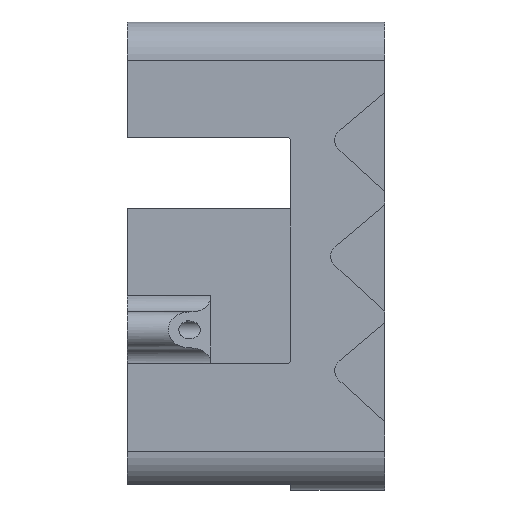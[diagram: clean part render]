
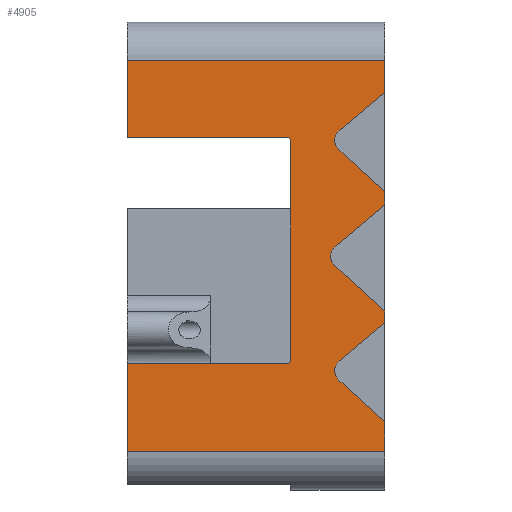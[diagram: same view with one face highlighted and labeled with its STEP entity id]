
A CAD part, left-side view. The second image highlights one B-rep face of the part: STEP entity #4905.
In plain terms, the highlighted planar face has unit normal (-1, 0, 0).
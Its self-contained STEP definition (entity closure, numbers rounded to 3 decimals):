
#43=CIRCLE($,#4996,2.);
#45=CIRCLE($,#5001,2.);
#47=CIRCLE($,#5006,0.5);
#49=CIRCLE($,#5011,0.5);
#51=CIRCLE($,#5016,2.);
#397=FACE_OUTER_BOUND($,#1913,.T.);
#451=LINE($,#6719,#1034);
#457=LINE($,#6734,#1040);
#496=LINE($,#6837,#1079);
#499=LINE($,#6843,#1082);
#504=LINE($,#6858,#1087);
#507=LINE($,#6864,#1090);
#512=LINE($,#6879,#1095);
#515=LINE($,#6885,#1098);
#519=LINE($,#6896,#1102);
#521=LINE($,#6901,#1104);
#526=LINE($,#6915,#1109);
#543=LINE($,#6946,#1126);
#544=LINE($,#6950,#1127);
#545=LINE($,#6952,#1128);
#979=LINE($,#7942,#1562);
#980=LINE($,#7944,#1563);
#981=LINE($,#7945,#1564);
#1034=VECTOR($,#5426,40.);
#1040=VECTOR($,#5440,13.685);
#1079=VECTOR($,#5531,9.587);
#1082=VECTOR($,#5536,9.194);
#1087=VECTOR($,#5549,10.43);
#1090=VECTOR($,#5554,10.009);
#1095=VECTOR($,#5567,24.9);
#1098=VECTOR($,#5572,24.9);
#1102=VECTOR($,#5584,34.1);
#1104=VECTOR($,#5588,9.194);
#1109=VECTOR($,#5601,9.587);
#1126=VECTOR($,#5624,4.628);
#1127=VECTOR($,#5629,1.847);
#1128=VECTOR($,#5632,2.135);
#1562=VECTOR($,#6532,40.);
#1563=VECTOR($,#6535,4.979);
#1564=VECTOR($,#6536,11.985);
#1913=EDGE_LOOP($,(#4421,#4422,#4423,#4424,#4425,#4426,#4427,#4428,#4429,
#4430,#4431,#4432,#4433,#4434,#4435,#4436,#4437,#4438,#4439,#4440,#4441,
#4442));
#1993=VERTEX_POINT($,#6716);
#1994=VERTEX_POINT($,#6718);
#1999=VERTEX_POINT($,#6733);
#2033=VERTEX_POINT($,#6827);
#2034=VERTEX_POINT($,#6828);
#2037=VERTEX_POINT($,#6836);
#2039=VERTEX_POINT($,#6842);
#2041=VERTEX_POINT($,#6848);
#2042=VERTEX_POINT($,#6849);
#2045=VERTEX_POINT($,#6857);
#2047=VERTEX_POINT($,#6863);
#2049=VERTEX_POINT($,#6869);
#2050=VERTEX_POINT($,#6870);
#2053=VERTEX_POINT($,#6878);
#2055=VERTEX_POINT($,#6884);
#2057=VERTEX_POINT($,#6890);
#2059=VERTEX_POINT($,#6899);
#2060=VERTEX_POINT($,#6900);
#2063=VERTEX_POINT($,#6908);
#2065=VERTEX_POINT($,#6914);
#2399=VERTEX_POINT($,#7938);
#2400=VERTEX_POINT($,#7940);
#2480=EDGE_CURVE($,#1993,#1994,#451,.T.);
#2488=EDGE_CURVE($,#1994,#1999,#457,.T.);
#2536=EDGE_CURVE($,#2033,#2034,#43,.T.);
#2540=EDGE_CURVE($,#2037,#2033,#496,.T.);
#2543=EDGE_CURVE($,#2034,#2039,#499,.T.);
#2546=EDGE_CURVE($,#2041,#2042,#45,.T.);
#2550=EDGE_CURVE($,#2045,#2041,#504,.T.);
#2553=EDGE_CURVE($,#2042,#2047,#507,.T.);
#2556=EDGE_CURVE($,#2049,#2050,#47,.T.);
#2560=EDGE_CURVE($,#2053,#2049,#512,.T.);
#2563=EDGE_CURVE($,#2055,#1999,#515,.T.);
#2566=EDGE_CURVE($,#2057,#2055,#49,.T.);
#2569=EDGE_CURVE($,#2050,#2057,#519,.T.);
#2571=EDGE_CURVE($,#2059,#2060,#521,.T.);
#2575=EDGE_CURVE($,#2063,#2059,#51,.T.);
#2578=EDGE_CURVE($,#2065,#2063,#526,.T.);
#2596=EDGE_CURVE($,#2065,#1993,#543,.T.);
#2598=EDGE_CURVE($,#2045,#2060,#544,.T.);
#2599=EDGE_CURVE($,#2037,#2047,#545,.T.);
#3092=EDGE_CURVE($,#2399,#2400,#979,.T.);
#3093=EDGE_CURVE($,#2399,#2039,#980,.T.);
#3094=EDGE_CURVE($,#2053,#2400,#981,.T.);
#4421=ORIENTED_EDGE($,*,*,#2543,.T.);
#4422=ORIENTED_EDGE($,*,*,#3093,.F.);
#4423=ORIENTED_EDGE($,*,*,#3092,.T.);
#4424=ORIENTED_EDGE($,*,*,#3094,.F.);
#4425=ORIENTED_EDGE($,*,*,#2560,.T.);
#4426=ORIENTED_EDGE($,*,*,#2556,.T.);
#4427=ORIENTED_EDGE($,*,*,#2569,.T.);
#4428=ORIENTED_EDGE($,*,*,#2566,.T.);
#4429=ORIENTED_EDGE($,*,*,#2563,.T.);
#4430=ORIENTED_EDGE($,*,*,#2488,.F.);
#4431=ORIENTED_EDGE($,*,*,#2480,.F.);
#4432=ORIENTED_EDGE($,*,*,#2596,.F.);
#4433=ORIENTED_EDGE($,*,*,#2578,.T.);
#4434=ORIENTED_EDGE($,*,*,#2575,.T.);
#4435=ORIENTED_EDGE($,*,*,#2571,.T.);
#4436=ORIENTED_EDGE($,*,*,#2598,.F.);
#4437=ORIENTED_EDGE($,*,*,#2550,.T.);
#4438=ORIENTED_EDGE($,*,*,#2546,.T.);
#4439=ORIENTED_EDGE($,*,*,#2553,.T.);
#4440=ORIENTED_EDGE($,*,*,#2599,.F.);
#4441=ORIENTED_EDGE($,*,*,#2540,.T.);
#4442=ORIENTED_EDGE($,*,*,#2536,.T.);
#4670=PLANE($,#5258);
#4905=ADVANCED_FACE($,(#397),#4670,.T.);
#4996=AXIS2_PLACEMENT_3D($,#6829,#5523,#5524);
#5001=AXIS2_PLACEMENT_3D($,#6850,#5541,#5542);
#5006=AXIS2_PLACEMENT_3D($,#6871,#5559,#5560);
#5011=AXIS2_PLACEMENT_3D($,#6891,#5577,#5578);
#5016=AXIS2_PLACEMENT_3D($,#6909,#5594,#5595);
#5258=AXIS2_PLACEMENT_3D($,#7943,#6533,#6534);
#5426=DIRECTION($,(0.,1.,0.));
#5440=DIRECTION($,(0.,0.,1.));
#5523=DIRECTION('center_axis',(1.,0.,0.));
#5524=DIRECTION('ref_axis',(0.,-0.643,-0.766));
#5531=DIRECTION($,(0.,0.741,0.672));
#5536=DIRECTION($,(0.,-0.766,0.643));
#5541=DIRECTION('center_axis',(1.,0.,0.));
#5542=DIRECTION('ref_axis',(0.,0.643,0.766));
#5549=DIRECTION($,(0.,0.741,0.672));
#5554=DIRECTION($,(0.,-0.766,0.643));
#5559=DIRECTION('center_axis',(1.,0.,0.));
#5560=DIRECTION('ref_axis',(0.,-1.,0.));
#5567=DIRECTION($,(0.,-1.,0.));
#5572=DIRECTION($,(0.,1.,0.));
#5577=DIRECTION('center_axis',(1.,0.,0.));
#5578=DIRECTION('ref_axis',(0.,0.,-1.));
#5584=DIRECTION($,(0.,0.,-1.));
#5588=DIRECTION($,(0.,-0.766,0.643));
#5594=DIRECTION('center_axis',(1.,0.,0.));
#5595=DIRECTION('ref_axis',(0.,-0.643,-0.766));
#5601=DIRECTION($,(0.,0.741,0.672));
#5624=DIRECTION($,(0.,0.,-1.));
#5629=DIRECTION($,(0.,0.,-1.));
#5632=DIRECTION($,(0.,0.,-1.));
#6532=DIRECTION($,(0.,1.,0.));
#6533=DIRECTION('center_axis',(-1.,0.,0.));
#6534=DIRECTION('ref_axis',(0.,0.,1.));
#6535=DIRECTION($,(0.,0.,-1.));
#6536=DIRECTION($,(0.,0.,1.));
#6716=CARTESIAN_POINT('',(-53.85,0.,-30.385));
#6718=CARTESIAN_POINT('',(-53.85,40.,-30.385));
#6719=CARTESIAN_POINT($,(-53.85,0.,-30.385));
#6733=CARTESIAN_POINT('',(-53.85,40.,-16.7));
#6734=CARTESIAN_POINT($,(-53.85,40.,30.385));
#6827=CARTESIAN_POINT('',(-53.85,7.101,16.483));
#6828=CARTESIAN_POINT('',(-53.85,7.043,19.497));
#6829=CARTESIAN_POINT('Origin',(-53.85,5.757,17.964));
#6836=CARTESIAN_POINT('',(-53.85,0.,10.043));
#6837=CARTESIAN_POINT($,(-53.85,-10.059,0.919));
#6842=CARTESIAN_POINT('',(-53.85,0.,25.406));
#6843=CARTESIAN_POINT($,(-53.85,17.257,10.926));
#6848=CARTESIAN_POINT('',(-53.85,7.725,-1.54));
#6849=CARTESIAN_POINT('',(-53.85,7.667,1.473));
#6850=CARTESIAN_POINT('Origin',(-53.85,6.382,-0.059));
#6857=CARTESIAN_POINT('',(-53.85,0.,-8.547));
#6858=CARTESIAN_POINT($,(-53.85,-5.434,-13.475));
#6863=CARTESIAN_POINT('',(-53.85,0.,7.907));
#6864=CARTESIAN_POINT($,(-53.85,13.261,-3.22));
#6869=CARTESIAN_POINT('',(-53.85,15.1,18.4));
#6870=CARTESIAN_POINT('',(-53.85,14.6,17.9));
#6871=CARTESIAN_POINT('Origin',(-53.85,15.1,17.9));
#6878=CARTESIAN_POINT('',(-53.85,40.,18.4));
#6879=CARTESIAN_POINT($,(-53.85,20.,18.4));
#6884=CARTESIAN_POINT('',(-53.85,15.1,-16.7));
#6885=CARTESIAN_POINT($,(-53.85,7.55,-16.7));
#6890=CARTESIAN_POINT('',(-53.85,14.6,-16.2));
#6891=CARTESIAN_POINT('Origin',(-53.85,15.1,-16.2));
#6896=CARTESIAN_POINT($,(-53.85,14.6,-6.243));
#6899=CARTESIAN_POINT('',(-53.85,7.043,-16.303));
#6900=CARTESIAN_POINT('',(-53.85,0.,-10.394));
#6901=CARTESIAN_POINT($,(-53.85,8.443,-17.479));
#6908=CARTESIAN_POINT('',(-53.85,7.101,-19.317));
#6909=CARTESIAN_POINT('Origin',(-53.85,5.757,-17.836));
#6914=CARTESIAN_POINT('',(-53.85,0.,-25.757));
#6915=CARTESIAN_POINT($,(-53.85,-1.151,-26.802));
#6946=CARTESIAN_POINT($,(-53.85,0.,30.385));
#6950=CARTESIAN_POINT($,(-53.85,0.,30.385));
#6952=CARTESIAN_POINT($,(-53.85,0.,30.385));
#7938=CARTESIAN_POINT('',(-53.85,0.,30.385));
#7940=CARTESIAN_POINT('',(-53.85,40.,30.385));
#7942=CARTESIAN_POINT($,(-53.85,0.,30.385));
#7943=CARTESIAN_POINT('Origin',(-53.85,0.,-30.385));
#7944=CARTESIAN_POINT($,(-53.85,0.,30.385));
#7945=CARTESIAN_POINT($,(-53.85,40.,30.385));
